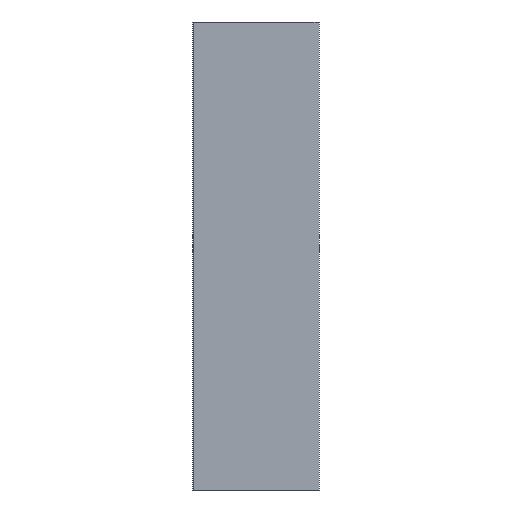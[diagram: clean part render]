
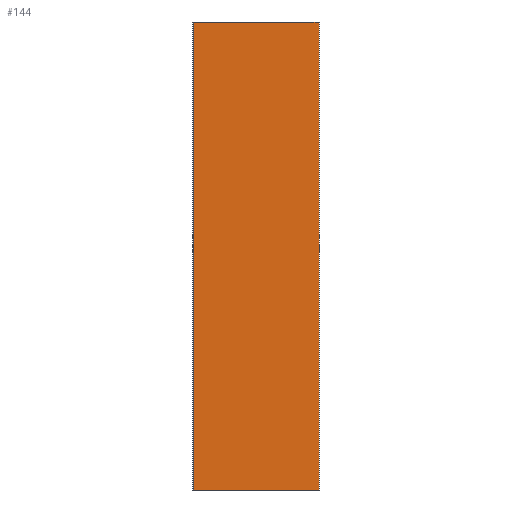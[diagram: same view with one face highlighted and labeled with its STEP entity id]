
A CAD part, left-side view. The second image highlights one B-rep face of the part: STEP entity #144.
In plain terms, the highlighted planar face has unit normal (-1, 0, 0).
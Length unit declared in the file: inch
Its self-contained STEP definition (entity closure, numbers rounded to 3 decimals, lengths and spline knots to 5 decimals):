
#3 = ORIENTED_EDGE ( 'NONE', *, *, #184, .F. ) ;
#4 = AXIS2_PLACEMENT_3D ( 'NONE', #246, #221, #11 ) ;
#11 = DIRECTION ( 'NONE',  ( 0., 1., 0. ) ) ;
#17 = VECTOR ( 'NONE', #195, 39.37008 ) ;
#20 = ORIENTED_EDGE ( 'NONE', *, *, #197, .T. ) ;
#22 = DIRECTION ( 'NONE',  ( 0., 0., -1. ) ) ;
#29 = EDGE_CURVE ( 'NONE', #218, #169, #201, .T. ) ;
#33 = CARTESIAN_POINT ( 'NONE',  ( 2.5, 0.79114, 4. ) ) ;
#35 = FACE_OUTER_BOUND ( 'NONE', #185, .T. ) ;
#50 = LINE ( 'NONE', #33, #141 ) ;
#65 = CARTESIAN_POINT ( 'NONE',  ( 2.5, 0.79114, 4. ) ) ;
#96 = CARTESIAN_POINT ( 'NONE',  ( 2.5, -0.28032, 4. ) ) ;
#105 = VERTEX_POINT ( 'NONE', #65 ) ;
#109 = DIRECTION ( 'NONE',  ( 0., 0., -1. ) ) ;
#118 = VECTOR ( 'NONE', #22, 39.37008 ) ;
#120 = VERTEX_POINT ( 'NONE', #134 ) ;
#134 = CARTESIAN_POINT ( 'NONE',  ( 2.5, 0.79114, 0. ) ) ;
#141 = VECTOR ( 'NONE', #109, 39.37008 ) ;
#142 = CARTESIAN_POINT ( 'NONE',  ( 2.5, 0., 0. ) ) ;
#144 = ADVANCED_FACE ( 'NONE', ( #35 ), #191, .F. ) ;
#164 = ORIENTED_EDGE ( 'NONE', *, *, #216, .T. ) ;
#169 = VERTEX_POINT ( 'NONE', #190 ) ;
#175 = DIRECTION ( 'NONE',  ( 0., -1., 0. ) ) ;
#176 = LINE ( 'NONE', #142, #17 ) ;
#184 = EDGE_CURVE ( 'NONE', #105, #218, #225, .T. ) ;
#185 = EDGE_LOOP ( 'NONE', ( #164, #215, #3, #20 ) ) ;
#190 = CARTESIAN_POINT ( 'NONE',  ( 2.5, -0.28032, 0. ) ) ;
#191 = PLANE ( 'NONE',  #4 ) ;
#195 = DIRECTION ( 'NONE',  ( 0., -1., 0. ) ) ;
#197 = EDGE_CURVE ( 'NONE', #105, #120, #50, .T. ) ;
#201 = LINE ( 'NONE', #239, #118 ) ;
#206 = CARTESIAN_POINT ( 'NONE',  ( 2.5, 0., 4. ) ) ;
#215 = ORIENTED_EDGE ( 'NONE', *, *, #29, .F. ) ;
#216 = EDGE_CURVE ( 'NONE', #120, #169, #176, .T. ) ;
#218 = VERTEX_POINT ( 'NONE', #96 ) ;
#221 = DIRECTION ( 'NONE',  ( 1., 0., 0. ) ) ;
#225 = LINE ( 'NONE', #206, #252 ) ;
#239 = CARTESIAN_POINT ( 'NONE',  ( 2.5, -0.28032, 4. ) ) ;
#246 = CARTESIAN_POINT ( 'NONE',  ( 2.5, 0., 4. ) ) ;
#252 = VECTOR ( 'NONE', #175, 39.37008 ) ;
